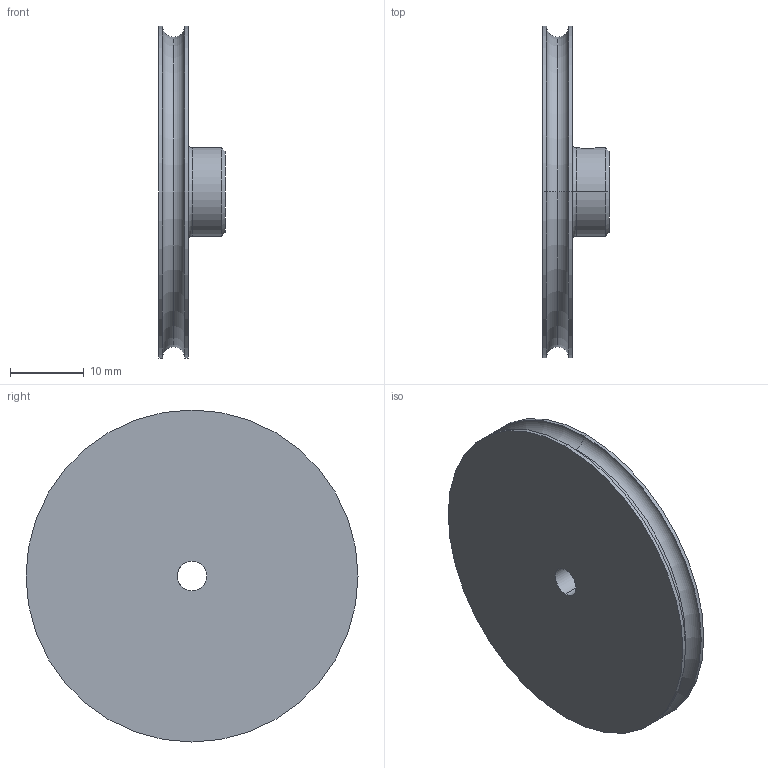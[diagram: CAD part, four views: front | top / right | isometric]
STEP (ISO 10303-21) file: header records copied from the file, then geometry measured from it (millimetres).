
FILE_DESCRIPTION (( 'STEP AP214' ), '1' );
FILE_NAME ('roue_alu.STEP', '2021-10-13T11:09:34', ( '' ), ( '' ), 'SwSTEP 2.0', 'SolidWorks 2018', '' );
FILE_SCHEMA (( 'AUTOMOTIVE_DESIGN' ));
Length unit declared in the file: millimetre
Products named in the file (1): roue_alu
Bounding box: 9 x 45 x 45 mm (x, y, z)
Volume: 6306.1 mm3; surface area: 4239.7 mm2
Topology: 1 solids, 1 shells, 21 faces, 44 edges, 26 vertices
Faces by surface type: cylinder 10, torus 6, plane 3, cone 2
Entity records: 696 total; most frequent: CARTESIAN_POINT 166, DIRECTION 112, ORIENTED_EDGE 88, AXIS2_PLACEMENT_3D 50, EDGE_CURVE 44, CIRCLE 28, VERTEX_POINT 26, EDGE_LOOP 26
